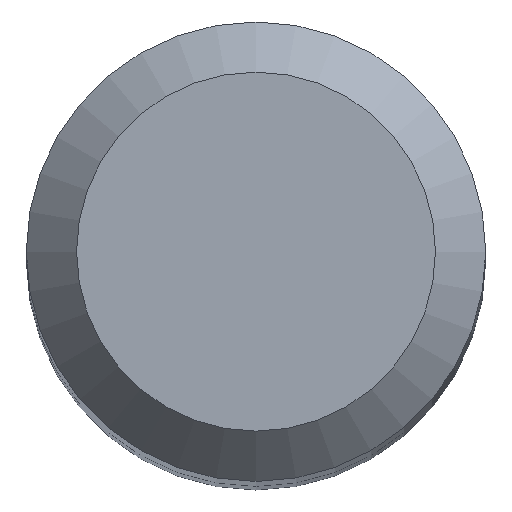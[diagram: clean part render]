
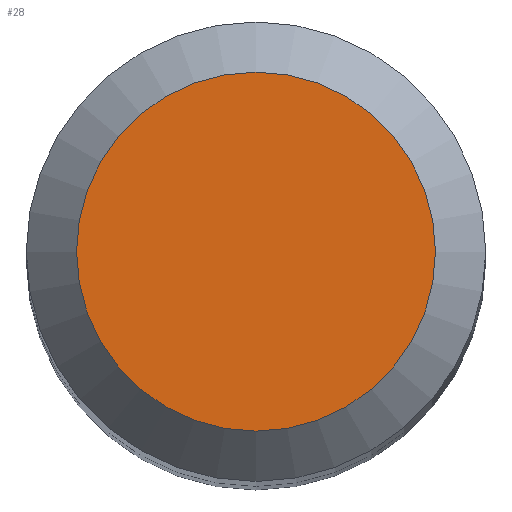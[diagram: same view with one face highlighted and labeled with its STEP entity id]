
A CAD part, top view. The second image highlights one B-rep face of the part: STEP entity #28.
In plain terms, the highlighted planar face has unit normal (0, 0, 1).
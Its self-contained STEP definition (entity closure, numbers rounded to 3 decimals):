
#5 = AXIS2_PLACEMENT_3D ( 'NONE', #143, #62, #154 ) ;
#9 = FACE_OUTER_BOUND ( 'NONE', #147, .T. ) ;
#17 = ORIENTED_EDGE ( 'NONE', *, *, #199, .F. ) ;
#28 = ADVANCED_FACE ( 'NONE', ( #9 ), #32, .F. ) ;
#32 = PLANE ( 'NONE',  #133 ) ;
#53 = DIRECTION ( 'NONE',  ( 0., 0., -1. ) ) ;
#62 = DIRECTION ( 'NONE',  ( 0., 0., -1. ) ) ;
#73 = CIRCLE ( 'NONE', #5, 2.5 ) ;
#103 = DIRECTION ( 'NONE',  ( 0., 1., 0. ) ) ;
#109 = VERTEX_POINT ( 'NONE', #128 ) ;
#128 = CARTESIAN_POINT ( 'NONE',  ( 0., 2.5, 70. ) ) ;
#133 = AXIS2_PLACEMENT_3D ( 'NONE', #181, #53, #103 ) ;
#143 = CARTESIAN_POINT ( 'NONE',  ( 0., 0., 70. ) ) ;
#147 = EDGE_LOOP ( 'NONE', ( #17 ) ) ;
#154 = DIRECTION ( 'NONE',  ( 0., 1., 0. ) ) ;
#181 = CARTESIAN_POINT ( 'NONE',  ( 0., 0., 70. ) ) ;
#199 = EDGE_CURVE ( 'NONE', #109, #109, #73, .T. ) ;
